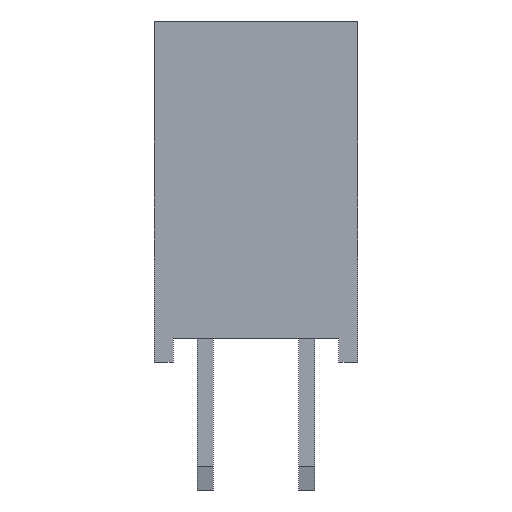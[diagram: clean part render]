
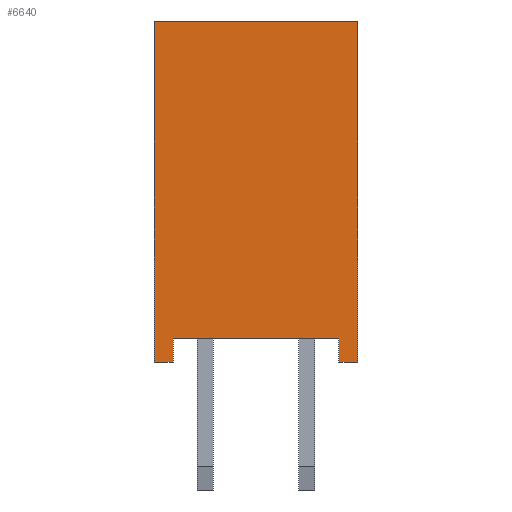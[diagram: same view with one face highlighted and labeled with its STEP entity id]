
A CAD part, left-side view. The second image highlights one B-rep face of the part: STEP entity #6640.
In plain terms, the highlighted planar face has unit normal (-1, 0, 0).
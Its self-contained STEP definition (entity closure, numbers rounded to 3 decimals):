
#73 = DIRECTION ( 'NONE',  ( 0., 0., -1. ) ) ;
#467 = VECTOR ( 'NONE', #8951, 1000. ) ;
#2069 = LINE ( 'NONE', #12481, #12043 ) ;
#2390 = AXIS2_PLACEMENT_3D ( 'NONE', #22259, #16759, #18546 ) ;
#2553 = VECTOR ( 'NONE', #17204, 1000. ) ;
#2791 = LINE ( 'NONE', #8913, #6606 ) ;
#3563 = EDGE_CURVE ( 'NONE', #8687, #21700, #15189, .T. ) ;
#3843 = FACE_OUTER_BOUND ( 'NONE', #11295, .T. ) ;
#3927 = EDGE_CURVE ( 'NONE', #16548, #8345, #23350, .T. ) ;
#3965 = EDGE_CURVE ( 'NONE', #8345, #7190, #4877, .T. ) ;
#4039 = EDGE_CURVE ( 'NONE', #23825, #24153, #8728, .T. ) ;
#4855 = ORIENTED_EDGE ( 'NONE', *, *, #12800, .F. ) ;
#4877 = LINE ( 'NONE', #14994, #2553 ) ;
#5267 = PLANE ( 'NONE',  #2390 ) ;
#5876 = CARTESIAN_POINT ( 'NONE',  ( -1.27, 2.07, 0.6 ) ) ;
#6280 = ORIENTED_EDGE ( 'NONE', *, *, #3563, .T. ) ;
#6606 = VECTOR ( 'NONE', #7017, 1000. ) ;
#6640 = ADVANCED_FACE ( 'NONE', ( #3843 ), #5267, .F. ) ;
#7017 = DIRECTION ( 'NONE',  ( 0., -1., 0. ) ) ;
#7190 = VERTEX_POINT ( 'NONE', #15130 ) ;
#7531 = CARTESIAN_POINT ( 'NONE',  ( -1.27, 2.54, 8.5 ) ) ;
#7613 = DIRECTION ( 'NONE',  ( 0., 1., 0. ) ) ;
#7671 = ORIENTED_EDGE ( 'NONE', *, *, #18990, .F. ) ;
#8345 = VERTEX_POINT ( 'NONE', #5876 ) ;
#8570 = VERTEX_POINT ( 'NONE', #10093 ) ;
#8627 = CARTESIAN_POINT ( 'NONE',  ( -1.27, -2.07, 0. ) ) ;
#8687 = VERTEX_POINT ( 'NONE', #8627 ) ;
#8728 = LINE ( 'NONE', #7531, #20081 ) ;
#8913 = CARTESIAN_POINT ( 'NONE',  ( -1.27, 2.54, 0. ) ) ;
#8951 = DIRECTION ( 'NONE',  ( 0., 0., -1. ) ) ;
#9540 = LINE ( 'NONE', #9757, #13955 ) ;
#9757 = CARTESIAN_POINT ( 'NONE',  ( -1.27, 2.54, 8.5 ) ) ;
#9871 = VECTOR ( 'NONE', #12273, 1000. ) ;
#10093 = CARTESIAN_POINT ( 'NONE',  ( -1.27, -2.54, 8.5 ) ) ;
#11295 = EDGE_LOOP ( 'NONE', ( #24120, #4855, #6280, #22639, #7671, #15214, #24126, #23455 ) ) ;
#12043 = VECTOR ( 'NONE', #21519, 1000. ) ;
#12273 = DIRECTION ( 'NONE',  ( 0., -1., 0. ) ) ;
#12481 = CARTESIAN_POINT ( 'NONE',  ( -1.27, -2.07, 0.6 ) ) ;
#12800 = EDGE_CURVE ( 'NONE', #8687, #16548, #2069, .T. ) ;
#13537 = DIRECTION ( 'NONE',  ( 0., -1., 0. ) ) ;
#13955 = VECTOR ( 'NONE', #13537, 1000. ) ;
#14994 = CARTESIAN_POINT ( 'NONE',  ( -1.27, 2.07, 0.6 ) ) ;
#15045 = EDGE_CURVE ( 'NONE', #24153, #7190, #2791, .T. ) ;
#15130 = CARTESIAN_POINT ( 'NONE',  ( -1.27, 2.07, 0. ) ) ;
#15189 = LINE ( 'NONE', #19761, #9871 ) ;
#15192 = VECTOR ( 'NONE', #7613, 1000. ) ;
#15214 = ORIENTED_EDGE ( 'NONE', *, *, #4039, .T. ) ;
#15322 = CARTESIAN_POINT ( 'NONE',  ( -1.27, 0.47, 0.6 ) ) ;
#16548 = VERTEX_POINT ( 'NONE', #22028 ) ;
#16759 = DIRECTION ( 'NONE',  ( 1., 0., 0. ) ) ;
#17104 = CARTESIAN_POINT ( 'NONE',  ( -1.27, -2.54, 0. ) ) ;
#17204 = DIRECTION ( 'NONE',  ( 0., 0., -1. ) ) ;
#18450 = CARTESIAN_POINT ( 'NONE',  ( -1.27, -2.54, 8.5 ) ) ;
#18546 = DIRECTION ( 'NONE',  ( 0., 0., -1. ) ) ;
#18990 = EDGE_CURVE ( 'NONE', #23825, #8570, #9540, .T. ) ;
#19761 = CARTESIAN_POINT ( 'NONE',  ( -1.27, 2.54, 0. ) ) ;
#20081 = VECTOR ( 'NONE', #73, 1000. ) ;
#20606 = LINE ( 'NONE', #18450, #467 ) ;
#21380 = CARTESIAN_POINT ( 'NONE',  ( -1.27, 2.54, 0. ) ) ;
#21519 = DIRECTION ( 'NONE',  ( 0., 0., 1. ) ) ;
#21700 = VERTEX_POINT ( 'NONE', #17104 ) ;
#22028 = CARTESIAN_POINT ( 'NONE',  ( -1.27, -2.07, 0.6 ) ) ;
#22259 = CARTESIAN_POINT ( 'NONE',  ( -1.27, 2.54, 8.5 ) ) ;
#22639 = ORIENTED_EDGE ( 'NONE', *, *, #22728, .F. ) ;
#22728 = EDGE_CURVE ( 'NONE', #8570, #21700, #20606, .T. ) ;
#23350 = LINE ( 'NONE', #15322, #15192 ) ;
#23455 = ORIENTED_EDGE ( 'NONE', *, *, #3965, .F. ) ;
#23473 = CARTESIAN_POINT ( 'NONE',  ( -1.27, 2.54, 8.5 ) ) ;
#23825 = VERTEX_POINT ( 'NONE', #23473 ) ;
#24120 = ORIENTED_EDGE ( 'NONE', *, *, #3927, .F. ) ;
#24126 = ORIENTED_EDGE ( 'NONE', *, *, #15045, .T. ) ;
#24153 = VERTEX_POINT ( 'NONE', #21380 ) ;
